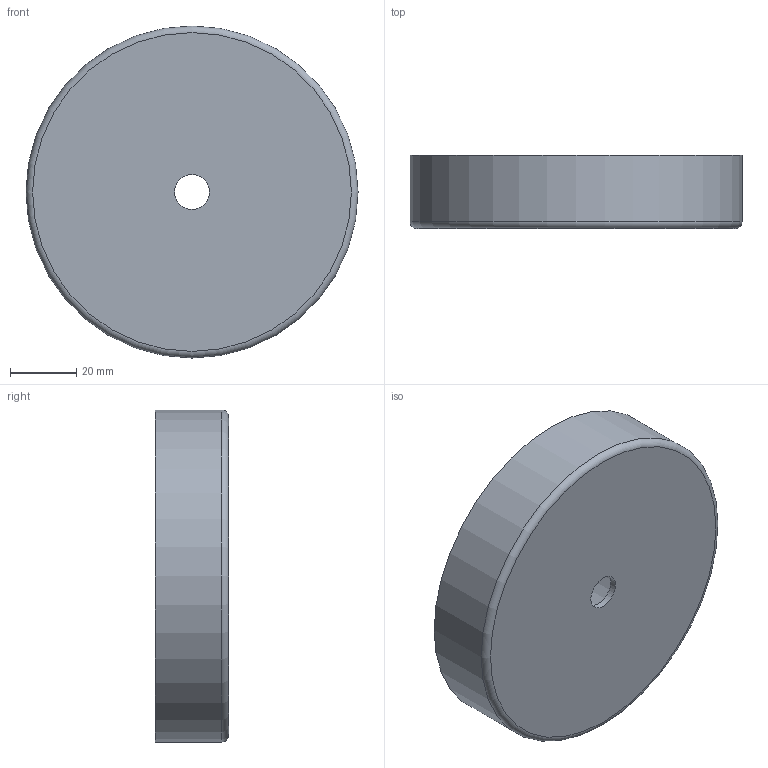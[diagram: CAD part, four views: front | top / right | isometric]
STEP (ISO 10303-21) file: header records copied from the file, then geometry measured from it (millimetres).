
FILE_DESCRIPTION(/* description */ ('','CAx-IF Rec.Pracs.---Representation and Presentation of Product Manufacturing Information (PMI)---4.0---2014-10-13'),/* implementation_level */ '2;1');
FILE_NAME(/* name */ 'GM16609.stp',/* time_stamp */ '2020-09-03T10:38:33+02:00',/* author */ ('tm'),/* organization */ (''),/* preprocessor_version */ 'ST-DEVELOPER v17.2',/* originating_system */ 'Autodesk Inventor 2019',/* authorisation */ '');
FILE_SCHEMA (('AP203_CONFIGURATION_CONTROLLED_3D_DESIGN_OF_MECHANICAL_PARTS_AND_ASSEMBLIES_MIM_LF { 1 0 10303 203 3 1 4 }','AP242_MANAGED_MODEL_BASED_3D_ENGINEERING_MIM_LF { 1 0 10303 442 1 1 4 }'));
Length unit declared in the file: millimetre
Products named in the file (4): GM16609; E0133635; E0133636; E0133637
Assembly tree (3 placements, depth 2):
  GM16609
    E0133635
    E0133636
    E0133637
Bounding box: 100 x 22 x 100 mm (x, y, z)
Volume: 154188.5 mm3; surface area: 59945.3 mm2
Topology: 3 solids, 3 shells, 48 faces, 125 edges, 85 vertices
Faces by surface type: plane 22, bspline 16, cylinder 7, cone 2, torus 1
Full cylindrical faces by diameter (mm): 10.5 x1, 34 x1, 92 x2, 96 x2, 100 x1
Entity records: 1795 total; most frequent: CARTESIAN_POINT 517, ORIENTED_EDGE 236, DIRECTION 197, EDGE_CURVE 118, VERTEX_POINT 78, LINE 67, VECTOR 67, AXIS2_PLACEMENT_3D 65
